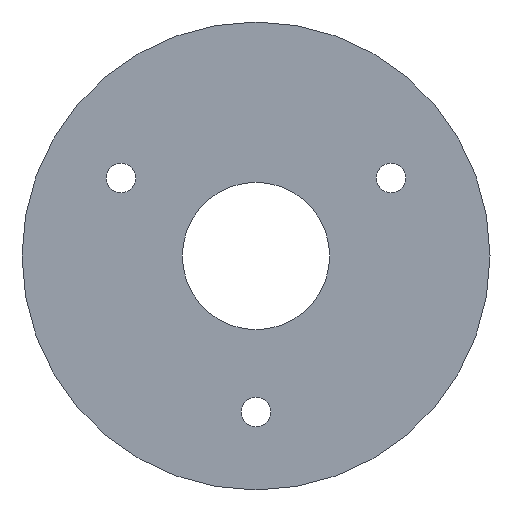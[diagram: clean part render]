
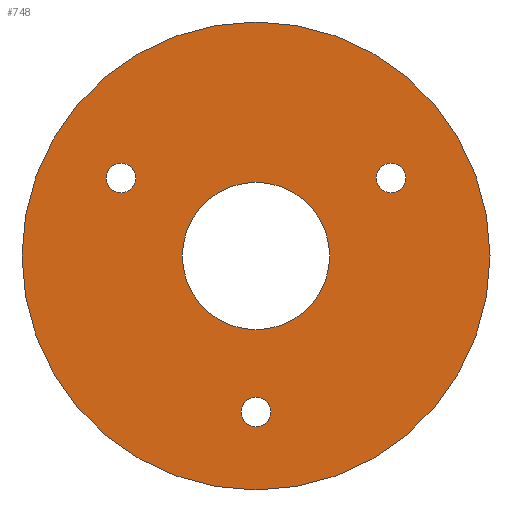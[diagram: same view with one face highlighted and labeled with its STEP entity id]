
A CAD part, front view. The second image highlights one B-rep face of the part: STEP entity #748.
In plain terms, the highlighted planar face has unit normal (0, -1, 0).
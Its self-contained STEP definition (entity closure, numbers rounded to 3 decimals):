
#2 = DIRECTION ( 'NONE',  ( 0., 0., 1. ) ) ;
#5 = DIRECTION ( 'NONE',  ( 0., 1., 0. ) ) ;
#7 = DIRECTION ( 'NONE',  ( 0., 1., 0. ) ) ;
#14 = FACE_BOUND ( 'NONE', #36, .T. ) ;
#18 = AXIS2_PLACEMENT_3D ( 'NONE', #618, #604, #429 ) ;
#36 = EDGE_LOOP ( 'NONE', ( #244, #529 ) ) ;
#41 = DIRECTION ( 'NONE',  ( 0., 1., 0. ) ) ;
#43 = DIRECTION ( 'NONE',  ( 0., 1., 0. ) ) ;
#45 = DIRECTION ( 'NONE',  ( 0., 0., 1. ) ) ;
#60 = DIRECTION ( 'NONE',  ( 0., 1., 0. ) ) ;
#61 = ORIENTED_EDGE ( 'NONE', *, *, #320, .T. ) ;
#64 = VERTEX_POINT ( 'NONE', #82 ) ;
#82 = CARTESIAN_POINT ( 'NONE',  ( 0., -2., -16.3 ) ) ;
#85 = DIRECTION ( 'NONE',  ( 0., 1., 0. ) ) ;
#96 = EDGE_CURVE ( 'NONE', #641, #649, #119, .T. ) ;
#111 = AXIS2_PLACEMENT_3D ( 'NONE', #753, #43, #45 ) ;
#117 = EDGE_CURVE ( 'NONE', #737, #228, #410, .T. ) ;
#119 = CIRCLE ( 'NONE', #629, 1.7 ) ;
#126 = DIRECTION ( 'NONE',  ( 0., 0., 1. ) ) ;
#132 = DIRECTION ( 'NONE',  ( 0., 1., 0. ) ) ;
#135 = ORIENTED_EDGE ( 'NONE', *, *, #335, .F. ) ;
#136 = EDGE_CURVE ( 'NONE', #462, #64, #460, .T. ) ;
#152 = FACE_BOUND ( 'NONE', #755, .T. ) ;
#163 = EDGE_CURVE ( 'NONE', #771, #487, #421, .T. ) ;
#175 = FACE_BOUND ( 'NONE', #544, .T. ) ;
#179 = AXIS2_PLACEMENT_3D ( 'NONE', #525, #41, #404 ) ;
#197 = CARTESIAN_POINT ( 'NONE',  ( 0., -2., 8.5 ) ) ;
#204 = FACE_OUTER_BOUND ( 'NONE', #294, .T. ) ;
#207 = DIRECTION ( 'NONE',  ( 0., 1., 0. ) ) ;
#209 = CARTESIAN_POINT ( 'NONE',  ( -15.588, -2., 10.7 ) ) ;
#210 = ORIENTED_EDGE ( 'NONE', *, *, #117, .F. ) ;
#211 = DIRECTION ( 'NONE',  ( 0., 0., 1. ) ) ;
#213 = ORIENTED_EDGE ( 'NONE', *, *, #96, .T. ) ;
#215 = AXIS2_PLACEMENT_3D ( 'NONE', #306, #5, #2 ) ;
#217 = DIRECTION ( 'NONE',  ( 0., 1., 0. ) ) ;
#228 = VERTEX_POINT ( 'NONE', #376 ) ;
#244 = ORIENTED_EDGE ( 'NONE', *, *, #733, .T. ) ;
#247 = VERTEX_POINT ( 'NONE', #569 ) ;
#249 = ORIENTED_EDGE ( 'NONE', *, *, #136, .T. ) ;
#268 = CARTESIAN_POINT ( 'NONE',  ( 0., -2., 0. ) ) ;
#269 = AXIS2_PLACEMENT_3D ( 'NONE', #568, #217, #211 ) ;
#275 = CARTESIAN_POINT ( 'NONE',  ( 0., -2., -18. ) ) ;
#294 = EDGE_LOOP ( 'NONE', ( #135, #210 ) ) ;
#306 = CARTESIAN_POINT ( 'NONE',  ( 15.588, -2., 9. ) ) ;
#315 = CIRCLE ( 'NONE', #558, 8.5 ) ;
#316 = CARTESIAN_POINT ( 'NONE',  ( -15.588, -2., 9. ) ) ;
#320 = EDGE_CURVE ( 'NONE', #649, #641, #356, .T. ) ;
#325 = CIRCLE ( 'NONE', #18, 1.7 ) ;
#331 = AXIS2_PLACEMENT_3D ( 'NONE', #268, #132, #434 ) ;
#335 = EDGE_CURVE ( 'NONE', #228, #737, #377, .T. ) ;
#341 = FACE_BOUND ( 'NONE', #622, .T. ) ;
#356 = CIRCLE ( 'NONE', #534, 1.7 ) ;
#358 = CIRCLE ( 'NONE', #215, 1.7 ) ;
#360 = CARTESIAN_POINT ( 'NONE',  ( 0., -2., 27. ) ) ;
#376 = CARTESIAN_POINT ( 'NONE',  ( 0., -2., -27. ) ) ;
#377 = CIRCLE ( 'NONE', #111, 27. ) ;
#382 = DIRECTION ( 'NONE',  ( 0., 1., 0. ) ) ;
#384 = AXIS2_PLACEMENT_3D ( 'NONE', #275, #85, #738 ) ;
#404 = DIRECTION ( 'NONE',  ( 0., 0., 1. ) ) ;
#410 = CIRCLE ( 'NONE', #331, 27. ) ;
#418 = CIRCLE ( 'NONE', #384, 1.7 ) ;
#421 = CIRCLE ( 'NONE', #269, 8.5 ) ;
#429 = DIRECTION ( 'NONE',  ( 0., 0., 1. ) ) ;
#434 = DIRECTION ( 'NONE',  ( 0., 0., 1. ) ) ;
#436 = CARTESIAN_POINT ( 'NONE',  ( 0., -2., -19.7 ) ) ;
#460 = CIRCLE ( 'NONE', #179, 1.7 ) ;
#461 = EDGE_CURVE ( 'NONE', #728, #247, #325, .T. ) ;
#462 = VERTEX_POINT ( 'NONE', #436 ) ;
#487 = VERTEX_POINT ( 'NONE', #197 ) ;
#493 = CARTESIAN_POINT ( 'NONE',  ( -15.588, -2., 9. ) ) ;
#497 = AXIS2_PLACEMENT_3D ( 'NONE', #770, #60, #126 ) ;
#503 = CARTESIAN_POINT ( 'NONE',  ( -15.588, -2., 7.3 ) ) ;
#506 = CARTESIAN_POINT ( 'NONE',  ( 0., -2., 0. ) ) ;
#525 = CARTESIAN_POINT ( 'NONE',  ( 0., -2., -18. ) ) ;
#529 = ORIENTED_EDGE ( 'NONE', *, *, #461, .T. ) ;
#534 = AXIS2_PLACEMENT_3D ( 'NONE', #316, #207, #628 ) ;
#544 = EDGE_LOOP ( 'NONE', ( #702, #249 ) ) ;
#547 = CARTESIAN_POINT ( 'NONE',  ( 15.588, -2., 7.3 ) ) ;
#555 = DIRECTION ( 'NONE',  ( 0., 0., 1. ) ) ;
#558 = AXIS2_PLACEMENT_3D ( 'NONE', #506, #382, #572 ) ;
#568 = CARTESIAN_POINT ( 'NONE',  ( 0., -2., 0. ) ) ;
#569 = CARTESIAN_POINT ( 'NONE',  ( 15.588, -2., 10.7 ) ) ;
#572 = DIRECTION ( 'NONE',  ( 0., 0., 1. ) ) ;
#577 = ORIENTED_EDGE ( 'NONE', *, *, #678, .T. ) ;
#604 = DIRECTION ( 'NONE',  ( 0., 1., 0. ) ) ;
#612 = PLANE ( 'NONE',  #497 ) ;
#618 = CARTESIAN_POINT ( 'NONE',  ( 15.588, -2., 9. ) ) ;
#622 = EDGE_LOOP ( 'NONE', ( #669, #577 ) ) ;
#628 = DIRECTION ( 'NONE',  ( 0., 0., 1. ) ) ;
#629 = AXIS2_PLACEMENT_3D ( 'NONE', #493, #7, #555 ) ;
#640 = EDGE_CURVE ( 'NONE', #64, #462, #418, .T. ) ;
#641 = VERTEX_POINT ( 'NONE', #503 ) ;
#649 = VERTEX_POINT ( 'NONE', #209 ) ;
#669 = ORIENTED_EDGE ( 'NONE', *, *, #163, .T. ) ;
#678 = EDGE_CURVE ( 'NONE', #487, #771, #315, .T. ) ;
#702 = ORIENTED_EDGE ( 'NONE', *, *, #640, .T. ) ;
#725 = CARTESIAN_POINT ( 'NONE',  ( 0., -2., -8.5 ) ) ;
#728 = VERTEX_POINT ( 'NONE', #547 ) ;
#733 = EDGE_CURVE ( 'NONE', #247, #728, #358, .T. ) ;
#737 = VERTEX_POINT ( 'NONE', #360 ) ;
#738 = DIRECTION ( 'NONE',  ( 0., 0., 1. ) ) ;
#748 = ADVANCED_FACE ( 'NONE', ( #175, #14, #152, #204, #341 ), #612, .F. ) ;
#753 = CARTESIAN_POINT ( 'NONE',  ( 0., -2., 0. ) ) ;
#755 = EDGE_LOOP ( 'NONE', ( #61, #213 ) ) ;
#770 = CARTESIAN_POINT ( 'NONE',  ( 0., -2., 0. ) ) ;
#771 = VERTEX_POINT ( 'NONE', #725 ) ;
